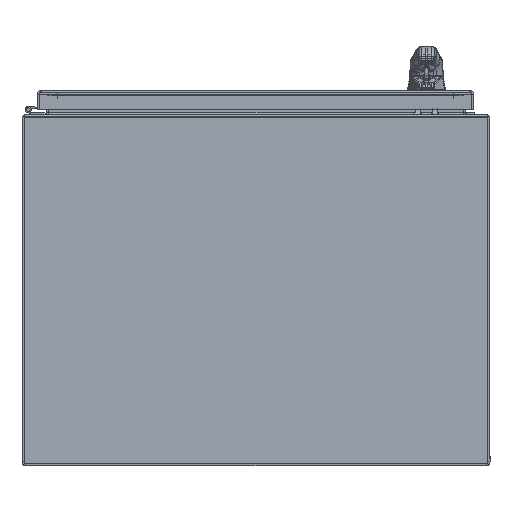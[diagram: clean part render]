
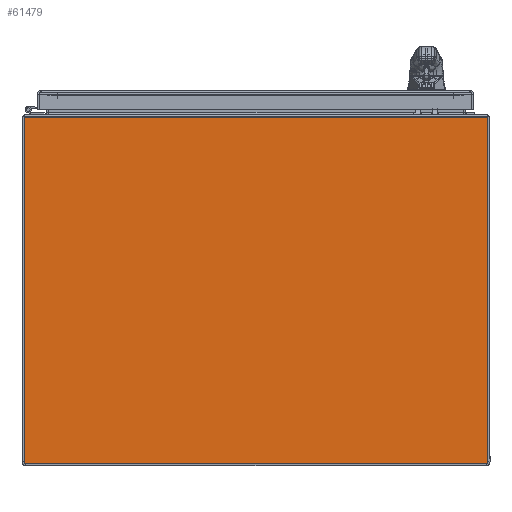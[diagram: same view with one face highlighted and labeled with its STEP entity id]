
A CAD part, front view. The second image highlights one B-rep face of the part: STEP entity #61479.
In plain terms, the highlighted face is planar.
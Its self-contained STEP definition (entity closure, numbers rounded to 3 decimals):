
#13007=FACE_OUTER_BOUND('',#15607,.T.);
#15607=EDGE_LOOP('',(#46307,#46308,#46309,#46310));
#18582=LINE('',#86679,#23247);
#18587=LINE('',#86695,#23252);
#18590=LINE('',#86701,#23255);
#18591=LINE('',#86702,#23256);
#23247=VECTOR('',#70371,23.917);
#23252=VECTOR('',#70392,17.823);
#23255=VECTOR('',#70397,17.823);
#23256=VECTOR('',#70398,23.917);
#27837=VERTEX_POINT('',#86676);
#27838=VERTEX_POINT('',#86678);
#27841=VERTEX_POINT('',#86694);
#27843=VERTEX_POINT('',#86700);
#36525=EDGE_CURVE('',#27838,#27837,#18582,.T.);
#36533=EDGE_CURVE('',#27838,#27841,#18587,.T.);
#36536=EDGE_CURVE('',#27843,#27837,#18590,.T.);
#36537=EDGE_CURVE('',#27841,#27843,#18591,.T.);
#46307=ORIENTED_EDGE('',*,*,#36525,.T.);
#46308=ORIENTED_EDGE('',*,*,#36536,.F.);
#46309=ORIENTED_EDGE('',*,*,#36537,.F.);
#46310=ORIENTED_EDGE('',*,*,#36533,.F.);
#58082=PLANE('',#64151);
#61479=ADVANCED_FACE('',(#13007),#58082,.T.);
#64151=AXIS2_PLACEMENT_3D('',#86699,#70395,#70396);
#70371=DIRECTION('',(1.,0.,0.));
#70392=DIRECTION('',(0.,1.,0.));
#70395=DIRECTION('center_axis',(0.,0.,1.));
#70396=DIRECTION('ref_axis',(1.,0.,0.));
#70397=DIRECTION('',(0.,-1.,0.));
#70398=DIRECTION('',(1.,0.,0.));
#86676=CARTESIAN_POINT('',(11.959,-8.813,0.104));
#86678=CARTESIAN_POINT('',(-11.959,-8.813,0.104));
#86679=CARTESIAN_POINT('',(-5.979,-8.813,0.104));
#86694=CARTESIAN_POINT('',(-11.959,9.011,0.104));
#86695=CARTESIAN_POINT('',(-11.959,-9.011,0.104));
#86699=CARTESIAN_POINT('Origin',(0.,0.,
0.104));
#86700=CARTESIAN_POINT('',(11.959,9.01,0.104));
#86701=CARTESIAN_POINT('',(11.959,9.01,0.104));
#86702=CARTESIAN_POINT('',(-11.959,9.011,0.104));
